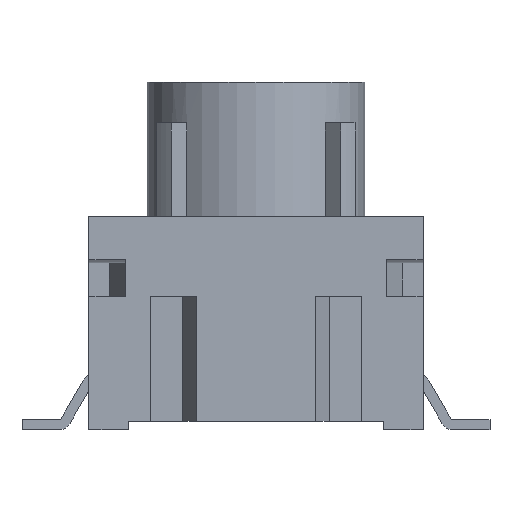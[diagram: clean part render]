
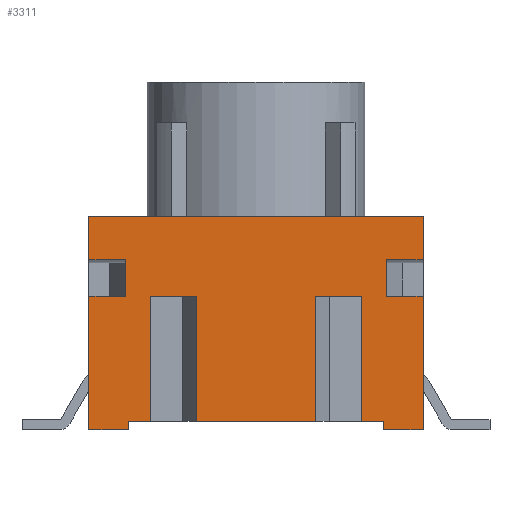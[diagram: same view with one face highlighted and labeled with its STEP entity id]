
A CAD part, front view. The second image highlights one B-rep face of the part: STEP entity #3311.
In plain terms, the highlighted planar face has unit normal (0, -1, 0).
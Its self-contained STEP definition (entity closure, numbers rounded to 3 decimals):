
#116=PLANE('',#3587);
#396=LINE('',#5204,#787);
#412=LINE('',#5234,#803);
#416=LINE('',#5241,#807);
#417=LINE('',#5243,#808);
#423=LINE('',#5257,#814);
#427=LINE('',#5264,#818);
#428=LINE('',#5266,#819);
#429=LINE('',#5268,#820);
#430=LINE('',#5270,#821);
#431=LINE('',#5272,#822);
#432=LINE('',#5273,#823);
#433=LINE('',#5275,#824);
#434=LINE('',#5277,#825);
#435=LINE('',#5279,#826);
#436=LINE('',#5281,#827);
#437=LINE('',#5283,#828);
#438=LINE('',#5285,#829);
#439=LINE('',#5287,#830);
#440=LINE('',#5289,#831);
#441=LINE('',#5291,#832);
#442=LINE('',#5293,#833);
#443=LINE('',#5295,#834);
#444=LINE('',#5297,#835);
#445=LINE('',#5298,#836);
#787=VECTOR('',#4234,4.);
#803=VECTOR('',#4254,3.75);
#807=VECTOR('',#4260,3.75);
#808=VECTOR('',#4263,1.38);
#814=VECTOR('',#4273,3.75);
#818=VECTOR('',#4279,3.75);
#819=VECTOR('',#4282,1.38);
#820=VECTOR('',#4285,3.572);
#821=VECTOR('',#4286,0.654);
#822=VECTOR('',#4287,0.25);
#823=VECTOR('',#4288,1.18);
#824=VECTOR('',#4289,1.1);
#825=VECTOR('',#4290,1.086);
#826=VECTOR('',#4291,1.1);
#827=VECTOR('',#4292,1.294);
#828=VECTOR('',#4293,10.);
#829=VECTOR('',#4294,1.294);
#830=VECTOR('',#4295,1.1);
#831=VECTOR('',#4296,1.086);
#832=VECTOR('',#4297,1.1);
#833=VECTOR('',#4298,4.);
#834=VECTOR('',#4299,1.18);
#835=VECTOR('',#4300,0.25);
#836=VECTOR('',#4301,0.654);
#1073=FACE_OUTER_BOUND('',#1249,.T.);
#1249=EDGE_LOOP('',(#2762,#2763,#2764,#2765,#2766,#2767,#2768,#2769,#2770,
#2771,#2772,#2773,#2774,#2775,#2776,#2777,#2778,#2779,#2780,#2781,#2782,
#2783,#2784,#2785));
#1617=VERTEX_POINT('',#5201);
#1618=VERTEX_POINT('',#5203);
#1629=VERTEX_POINT('',#5231);
#1630=VERTEX_POINT('',#5233);
#1631=VERTEX_POINT('',#5237);
#1632=VERTEX_POINT('',#5239);
#1637=VERTEX_POINT('',#5254);
#1638=VERTEX_POINT('',#5256);
#1639=VERTEX_POINT('',#5260);
#1640=VERTEX_POINT('',#5262);
#1641=VERTEX_POINT('',#5269);
#1642=VERTEX_POINT('',#5271);
#1643=VERTEX_POINT('',#5274);
#1644=VERTEX_POINT('',#5276);
#1645=VERTEX_POINT('',#5278);
#1646=VERTEX_POINT('',#5280);
#1647=VERTEX_POINT('',#5282);
#1648=VERTEX_POINT('',#5284);
#1649=VERTEX_POINT('',#5286);
#1650=VERTEX_POINT('',#5288);
#1651=VERTEX_POINT('',#5290);
#1652=VERTEX_POINT('',#5292);
#1653=VERTEX_POINT('',#5294);
#1654=VERTEX_POINT('',#5296);
#2021=EDGE_CURVE('',#1618,#1617,#396,.T.);
#2037=EDGE_CURVE('',#1630,#1629,#412,.T.);
#2041=EDGE_CURVE('',#1631,#1632,#416,.T.);
#2042=EDGE_CURVE('',#1629,#1631,#417,.T.);
#2048=EDGE_CURVE('',#1638,#1637,#423,.T.);
#2052=EDGE_CURVE('',#1639,#1640,#427,.T.);
#2053=EDGE_CURVE('',#1637,#1639,#428,.T.);
#2054=EDGE_CURVE('',#1632,#1638,#429,.T.);
#2055=EDGE_CURVE('',#1640,#1641,#430,.T.);
#2056=EDGE_CURVE('',#1641,#1642,#431,.T.);
#2057=EDGE_CURVE('',#1618,#1642,#432,.T.);
#2058=EDGE_CURVE('',#1617,#1643,#433,.T.);
#2059=EDGE_CURVE('',#1643,#1644,#434,.T.);
#2060=EDGE_CURVE('',#1644,#1645,#435,.T.);
#2061=EDGE_CURVE('',#1645,#1646,#436,.T.);
#2062=EDGE_CURVE('',#1646,#1647,#437,.T.);
#2063=EDGE_CURVE('',#1648,#1647,#438,.T.);
#2064=EDGE_CURVE('',#1648,#1649,#439,.T.);
#2065=EDGE_CURVE('',#1649,#1650,#440,.T.);
#2066=EDGE_CURVE('',#1650,#1651,#441,.T.);
#2067=EDGE_CURVE('',#1652,#1651,#442,.T.);
#2068=EDGE_CURVE('',#1653,#1652,#443,.T.);
#2069=EDGE_CURVE('',#1653,#1654,#444,.T.);
#2070=EDGE_CURVE('',#1654,#1630,#445,.T.);
#2762=ORIENTED_EDGE('',*,*,#2037,.T.);
#2763=ORIENTED_EDGE('',*,*,#2042,.T.);
#2764=ORIENTED_EDGE('',*,*,#2041,.T.);
#2765=ORIENTED_EDGE('',*,*,#2054,.T.);
#2766=ORIENTED_EDGE('',*,*,#2048,.T.);
#2767=ORIENTED_EDGE('',*,*,#2053,.T.);
#2768=ORIENTED_EDGE('',*,*,#2052,.T.);
#2769=ORIENTED_EDGE('',*,*,#2055,.T.);
#2770=ORIENTED_EDGE('',*,*,#2056,.T.);
#2771=ORIENTED_EDGE('',*,*,#2057,.F.);
#2772=ORIENTED_EDGE('',*,*,#2021,.T.);
#2773=ORIENTED_EDGE('',*,*,#2058,.T.);
#2774=ORIENTED_EDGE('',*,*,#2059,.T.);
#2775=ORIENTED_EDGE('',*,*,#2060,.T.);
#2776=ORIENTED_EDGE('',*,*,#2061,.T.);
#2777=ORIENTED_EDGE('',*,*,#2062,.T.);
#2778=ORIENTED_EDGE('',*,*,#2063,.F.);
#2779=ORIENTED_EDGE('',*,*,#2064,.T.);
#2780=ORIENTED_EDGE('',*,*,#2065,.T.);
#2781=ORIENTED_EDGE('',*,*,#2066,.T.);
#2782=ORIENTED_EDGE('',*,*,#2067,.F.);
#2783=ORIENTED_EDGE('',*,*,#2068,.F.);
#2784=ORIENTED_EDGE('',*,*,#2069,.T.);
#2785=ORIENTED_EDGE('',*,*,#2070,.T.);
#3311=ADVANCED_FACE('',(#1073),#116,.T.);
#3587=AXIS2_PLACEMENT_3D('',#5267,#4283,#4284);
#4234=DIRECTION('',(0.,0.,1.));
#4254=DIRECTION('',(0.,0.,1.));
#4260=DIRECTION('',(0.,0.,-1.));
#4263=DIRECTION('',(1.,0.,0.));
#4273=DIRECTION('',(0.,0.,1.));
#4279=DIRECTION('',(0.,0.,-1.));
#4282=DIRECTION('',(1.,0.,0.));
#4283=DIRECTION('center_axis',(0.,-1.,0.));
#4284=DIRECTION('ref_axis',(0.,0.,-1.));
#4285=DIRECTION('',(1.,0.,0.));
#4286=DIRECTION('',(1.,0.,0.));
#4287=DIRECTION('',(0.,0.,-1.));
#4288=DIRECTION('',(-1.,0.,0.));
#4289=DIRECTION('',(-1.,0.,0.));
#4290=DIRECTION('',(0.,0.,1.));
#4291=DIRECTION('',(1.,0.,0.));
#4292=DIRECTION('',(0.,0.,1.));
#4293=DIRECTION('',(-1.,0.,0.));
#4294=DIRECTION('',(0.,0.,1.));
#4295=DIRECTION('',(1.,0.,0.));
#4296=DIRECTION('',(0.,0.,-1.));
#4297=DIRECTION('',(-1.,0.,0.));
#4298=DIRECTION('',(0.,0.,1.));
#4299=DIRECTION('',(-1.,0.,0.));
#4300=DIRECTION('',(0.,0.,1.));
#4301=DIRECTION('',(1.,0.,0.));
#5201=CARTESIAN_POINT('',(5.,-5.,4.));
#5203=CARTESIAN_POINT('',(5.,-5.,0.));
#5204=CARTESIAN_POINT('',(5.,-5.,0.));
#5231=CARTESIAN_POINT('',(-3.166,-5.,4.));
#5233=CARTESIAN_POINT('',(-3.166,-5.,0.25));
#5234=CARTESIAN_POINT('',(-3.166,-5.,0.25));
#5237=CARTESIAN_POINT('',(-1.786,-5.,4.));
#5239=CARTESIAN_POINT('',(-1.786,-5.,0.25));
#5241=CARTESIAN_POINT('',(-1.786,-5.,4.));
#5243=CARTESIAN_POINT('',(-3.166,-5.,4.));
#5254=CARTESIAN_POINT('',(1.786,-5.,4.));
#5256=CARTESIAN_POINT('',(1.786,-5.,0.25));
#5257=CARTESIAN_POINT('',(1.786,-5.,0.25));
#5260=CARTESIAN_POINT('',(3.166,-5.,4.));
#5262=CARTESIAN_POINT('',(3.166,-5.,0.25));
#5264=CARTESIAN_POINT('',(3.166,-5.,4.));
#5266=CARTESIAN_POINT('',(1.786,-5.,4.));
#5267=CARTESIAN_POINT('Origin',(5.,-5.,0.));
#5268=CARTESIAN_POINT('',(-1.786,-5.,0.25));
#5269=CARTESIAN_POINT('',(3.82,-5.,0.25));
#5270=CARTESIAN_POINT('',(3.166,-5.,0.25));
#5271=CARTESIAN_POINT('',(3.82,-5.,0.));
#5272=CARTESIAN_POINT('',(3.82,-5.,0.25));
#5273=CARTESIAN_POINT('',(5.,-5.,0.));
#5274=CARTESIAN_POINT('',(3.9,-5.,4.));
#5275=CARTESIAN_POINT('',(5.,-5.,4.));
#5276=CARTESIAN_POINT('',(3.9,-5.,5.086));
#5277=CARTESIAN_POINT('',(3.9,-5.,4.));
#5278=CARTESIAN_POINT('',(5.,-5.,5.086));
#5279=CARTESIAN_POINT('',(3.9,-5.,5.086));
#5280=CARTESIAN_POINT('',(5.,-5.,6.38));
#5281=CARTESIAN_POINT('',(5.,-5.,5.086));
#5282=CARTESIAN_POINT('',(-5.,-5.,6.38));
#5283=CARTESIAN_POINT('',(5.,-5.,6.38));
#5284=CARTESIAN_POINT('',(-5.,-5.,5.086));
#5285=CARTESIAN_POINT('',(-5.,-5.,5.086));
#5286=CARTESIAN_POINT('',(-3.9,-5.,5.086));
#5287=CARTESIAN_POINT('',(-5.,-5.,5.086));
#5288=CARTESIAN_POINT('',(-3.9,-5.,4.));
#5289=CARTESIAN_POINT('',(-3.9,-5.,5.086));
#5290=CARTESIAN_POINT('',(-5.,-5.,4.));
#5291=CARTESIAN_POINT('',(-3.9,-5.,4.));
#5292=CARTESIAN_POINT('',(-5.,-5.,0.));
#5293=CARTESIAN_POINT('',(-5.,-5.,0.));
#5294=CARTESIAN_POINT('',(-3.82,-5.,0.));
#5295=CARTESIAN_POINT('',(-3.82,-5.,0.));
#5296=CARTESIAN_POINT('',(-3.82,-5.,0.25));
#5297=CARTESIAN_POINT('',(-3.82,-5.,0.));
#5298=CARTESIAN_POINT('',(-3.82,-5.,0.25));
